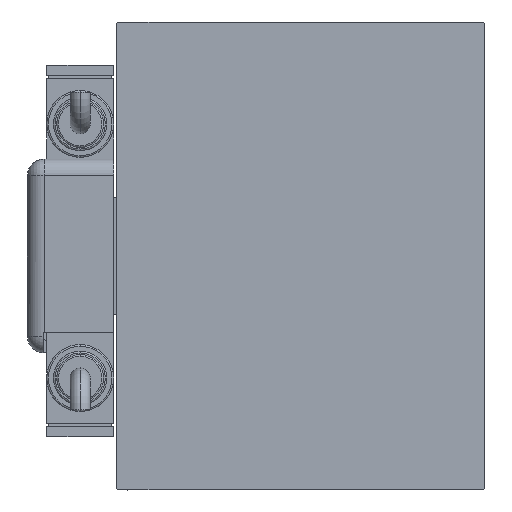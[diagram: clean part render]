
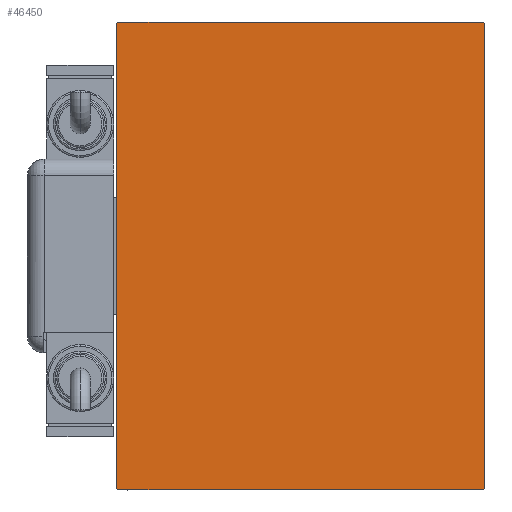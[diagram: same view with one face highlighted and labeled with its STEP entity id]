
A CAD part, left-side view. The second image highlights one B-rep face of the part: STEP entity #46450.
In plain terms, the highlighted face is planar.
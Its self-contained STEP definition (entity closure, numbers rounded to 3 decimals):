
#134 = CARTESIAN_POINT ( 'NONE',  ( 173., 55., 70. ) ) ;
#284 = EDGE_CURVE ( 'NONE', #24994, #19636, #25875, .T. ) ;
#2228 = LINE ( 'NONE', #38372, #45167 ) ;
#2806 = DIRECTION ( 'NONE',  ( 0., -0.707, 0.707 ) ) ;
#4478 = CARTESIAN_POINT ( 'NONE',  ( 173., -54.7, -70. ) ) ;
#6507 = CARTESIAN_POINT ( 'NONE',  ( 173., 0., 0. ) ) ;
#7647 = DIRECTION ( 'NONE',  ( 0., 0.707, 0.707 ) ) ;
#9570 = DIRECTION ( 'NONE',  ( 0., -0.707, -0.707 ) ) ;
#9986 = CARTESIAN_POINT ( 'NONE',  ( 173., -62.35, -62.35 ) ) ;
#10512 = EDGE_CURVE ( 'NONE', #44518, #56926, #46868, .T. ) ;
#11563 = ORIENTED_EDGE ( 'NONE', *, *, #284, .T. ) ;
#12764 = VERTEX_POINT ( 'NONE', #29044 ) ;
#13244 = CARTESIAN_POINT ( 'NONE',  ( 173., -55., -69.7 ) ) ;
#13981 = EDGE_LOOP ( 'NONE', ( #43612, #17892, #44226, #11563, #58906, #41370, #29174, #56004 ) ) ;
#14248 = DIRECTION ( 'NONE',  ( 0., 0.707, -0.707 ) ) ;
#15432 = VECTOR ( 'NONE', #2806, 1000. ) ;
#17892 = ORIENTED_EDGE ( 'NONE', *, *, #20050, .T. ) ;
#18373 = CARTESIAN_POINT ( 'NONE',  ( 173., 55., 69.7 ) ) ;
#18494 = EDGE_CURVE ( 'NONE', #24615, #38311, #2228, .T. ) ;
#19636 = VERTEX_POINT ( 'NONE', #26890 ) ;
#19897 = DIRECTION ( 'NONE',  ( 0., 0., 1. ) ) ;
#20050 = EDGE_CURVE ( 'NONE', #38311, #12764, #44389, .T. ) ;
#20124 = VERTEX_POINT ( 'NONE', #20717 ) ;
#20478 = LINE ( 'NONE', #52073, #41092 ) ;
#20717 = CARTESIAN_POINT ( 'NONE',  ( 173., -54.7, 70. ) ) ;
#21047 = DIRECTION ( 'NONE',  ( 0., 1., 0. ) ) ;
#21379 = CARTESIAN_POINT ( 'NONE',  ( 173., -55., 69.7 ) ) ;
#23220 = CARTESIAN_POINT ( 'NONE',  ( 173., -62.35, 62.35 ) ) ;
#23479 = AXIS2_PLACEMENT_3D ( 'NONE', #6507, #39287, #48690 ) ;
#24615 = VERTEX_POINT ( 'NONE', #4478 ) ;
#24994 = VERTEX_POINT ( 'NONE', #18373 ) ;
#25875 = LINE ( 'NONE', #53484, #15432 ) ;
#26890 = CARTESIAN_POINT ( 'NONE',  ( 173., 54.7, 70. ) ) ;
#27947 = EDGE_CURVE ( 'NONE', #56926, #24615, #37317, .T. ) ;
#28046 = DIRECTION ( 'NONE',  ( 0., 0., -1. ) ) ;
#29044 = CARTESIAN_POINT ( 'NONE',  ( 173., 55., -69.7 ) ) ;
#29174 = ORIENTED_EDGE ( 'NONE', *, *, #10512, .T. ) ;
#30981 = VECTOR ( 'NONE', #14248, 1000. ) ;
#32360 = VECTOR ( 'NONE', #28046, 1000. ) ;
#32600 = DIRECTION ( 'NONE',  ( 0., -1., 0. ) ) ;
#33251 = CARTESIAN_POINT ( 'NONE',  ( 173., 54.7, -70. ) ) ;
#35545 = VECTOR ( 'NONE', #7647, 1000. ) ;
#37317 = LINE ( 'NONE', #9986, #30981 ) ;
#38036 = VECTOR ( 'NONE', #32600, 1000. ) ;
#38040 = LINE ( 'NONE', #134, #38036 ) ;
#38062 = LINE ( 'NONE', #23220, #40141 ) ;
#38311 = VERTEX_POINT ( 'NONE', #33251 ) ;
#38372 = CARTESIAN_POINT ( 'NONE',  ( 173., -55., -70. ) ) ;
#38690 = PLANE ( 'NONE',  #23479 ) ;
#39287 = DIRECTION ( 'NONE',  ( 1., 0., 0. ) ) ;
#40141 = VECTOR ( 'NONE', #9570, 1000. ) ;
#41092 = VECTOR ( 'NONE', #19897, 1000. ) ;
#41370 = ORIENTED_EDGE ( 'NONE', *, *, #54667, .T. ) ;
#41788 = EDGE_CURVE ( 'NONE', #12764, #24994, #20478, .T. ) ;
#42033 = CARTESIAN_POINT ( 'NONE',  ( 173., -55., 70. ) ) ;
#43612 = ORIENTED_EDGE ( 'NONE', *, *, #18494, .T. ) ;
#44226 = ORIENTED_EDGE ( 'NONE', *, *, #41788, .T. ) ;
#44389 = LINE ( 'NONE', #54387, #35545 ) ;
#44518 = VERTEX_POINT ( 'NONE', #21379 ) ;
#45167 = VECTOR ( 'NONE', #21047, 1000. ) ;
#46450 = ADVANCED_FACE ( 'NONE', ( #49288 ), #38690, .T. ) ;
#46599 = EDGE_CURVE ( 'NONE', #19636, #20124, #38040, .T. ) ;
#46868 = LINE ( 'NONE', #42033, #32360 ) ;
#48690 = DIRECTION ( 'NONE',  ( 0., 0., -1. ) ) ;
#49288 = FACE_OUTER_BOUND ( 'NONE', #13981, .T. ) ;
#52073 = CARTESIAN_POINT ( 'NONE',  ( 173., 55., -70. ) ) ;
#53484 = CARTESIAN_POINT ( 'NONE',  ( 173., 62.35, 62.35 ) ) ;
#54387 = CARTESIAN_POINT ( 'NONE',  ( 173., 62.35, -62.35 ) ) ;
#54667 = EDGE_CURVE ( 'NONE', #20124, #44518, #38062, .T. ) ;
#56004 = ORIENTED_EDGE ( 'NONE', *, *, #27947, .T. ) ;
#56926 = VERTEX_POINT ( 'NONE', #13244 ) ;
#58906 = ORIENTED_EDGE ( 'NONE', *, *, #46599, .T. ) ;
